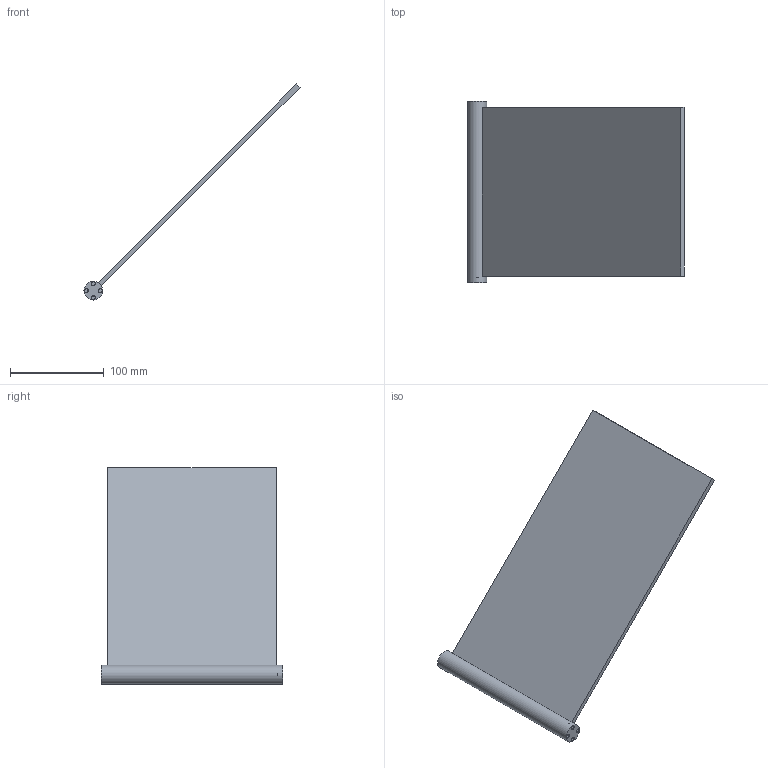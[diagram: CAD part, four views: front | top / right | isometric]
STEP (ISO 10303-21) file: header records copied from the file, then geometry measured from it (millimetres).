
FILE_DESCRIPTION(/* description */ (''),/* implementation_level */ '2;1');
FILE_NAME(/* name */ 'вал.stp',/* time_stamp */ '2023-02-18T23:16:41+03:00',/* author */ ('Tasya'),/* organization */ (''),/* preprocessor_version */ 'ST-DEVELOPER v18.1',/* originating_system */ 'Autodesk Inventor 2021',/* authorisation */ '');
FILE_SCHEMA (('AUTOMOTIVE_DESIGN { 1 0 10303 214 3 1 1 }'));
Length unit declared in the file: millimetre
Products named in the file (1): вал
Bounding box: 230.97 x 194.4 x 230.97 mm (x, y, z)
Volume: 331478.4 mm3; surface area: 124474.7 mm2
Topology: 1 solids, 1 shells, 20 faces, 49 edges, 36 vertices
Faces by surface type: plane 11, cylinder 5, cone 4
Full cylindrical faces by diameter (mm): 3.9 x4, 20 x1
Entity records: 664 total; most frequent: DIRECTION 121, CARTESIAN_POINT 106, ORIENTED_EDGE 98, AXIS2_PLACEMENT_3D 51, EDGE_CURVE 49, VERTEX_POINT 36, CIRCLE 30, EDGE_LOOP 25
